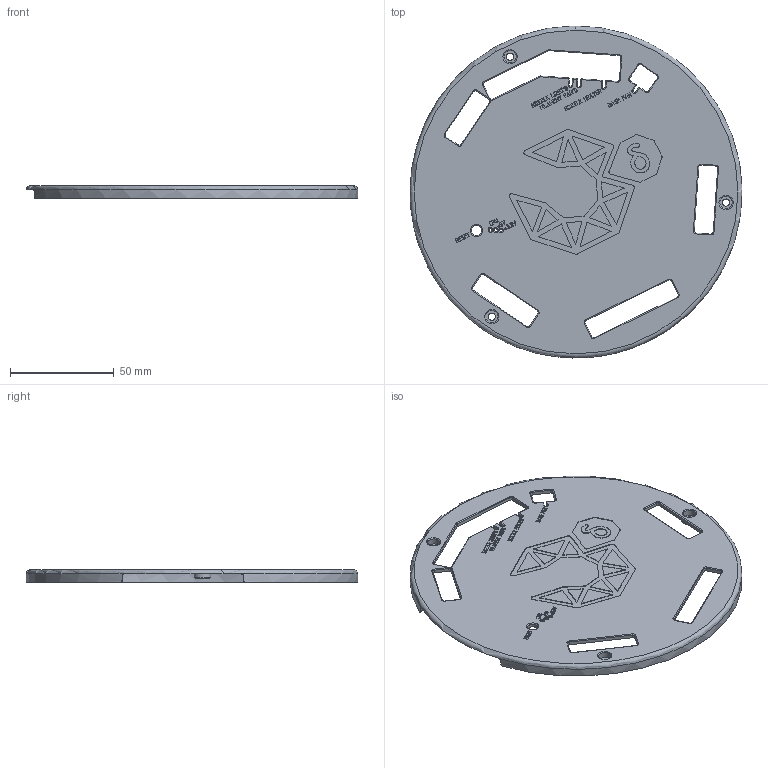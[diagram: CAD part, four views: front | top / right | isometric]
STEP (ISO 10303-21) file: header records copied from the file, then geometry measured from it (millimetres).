
FILE_DESCRIPTION(/* description */ (''),/* implementation_level */ '2;1');
FILE_NAME(/* name */ 'K8800-MBC.stp',/* time_stamp */ '2019-01-02T09:09:14+01:00',/* author */ ('jge'),/* organization */ (''),/* preprocessor_version */ 'ST-DEVELOPER v17.2',/* originating_system */ 'Autodesk Inventor 2019',/* authorisation */ '');
FILE_SCHEMA (('AUTOMOTIVE_DESIGN { 1 0 10303 214 3 1 1 }'));
Length unit declared in the file: millimetre
Products named in the file (1): K8800-MBC
Bounding box: 159.98 x 159.97 x 6 mm (x, y, z)
Volume: 37886.6 mm3; surface area: 41358.5 mm2
Topology: 1 solids, 1 shells, 1369 faces, 3725 edges, 2452 vertices
Faces by surface type: bspline 643, plane 576, cylinder 101, torus 38, sphere 8, cone 3
Full cylindrical faces by diameter (mm): 1.5 x3, 3.5 x3, 5 x1, 6 x3, 8 x3
Entity records: 45949 total; most frequent: CARTESIAN_POINT 15567, ORIENTED_EDGE 7450, DIRECTION 4120, EDGE_CURVE 3725, VERTEX_POINT 2452, LINE 2178, VECTOR 2178, EDGE_LOOP 1489
